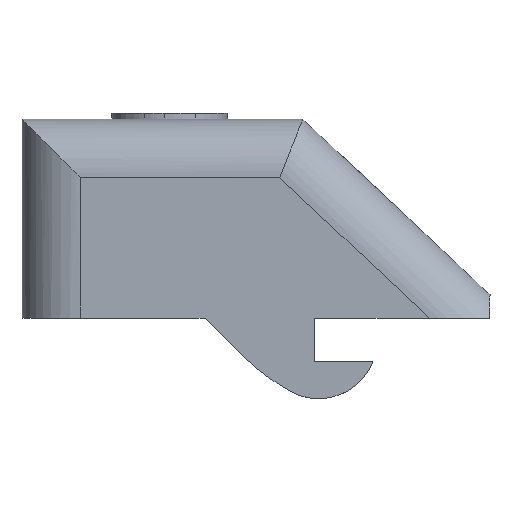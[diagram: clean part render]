
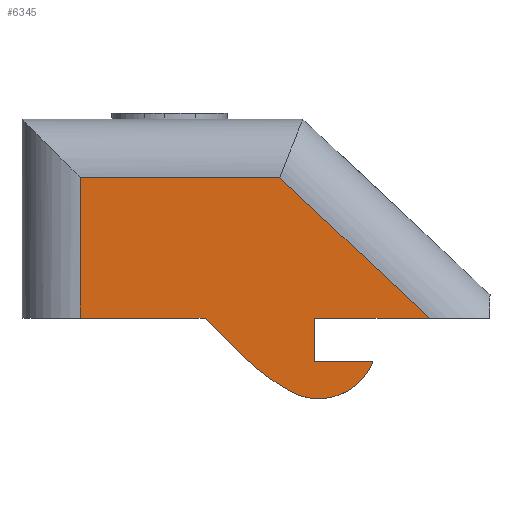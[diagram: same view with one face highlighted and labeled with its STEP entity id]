
A CAD part, left-side view. The second image highlights one B-rep face of the part: STEP entity #6345.
In plain terms, the highlighted planar face has unit normal (-1, 0, 0).
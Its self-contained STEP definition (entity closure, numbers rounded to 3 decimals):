
#6 = DIRECTION ( 'NONE',  ( 0., -0.707, -0.707 ) ) ;
#41 = CARTESIAN_POINT ( 'NONE',  ( -63., 15., -3.7 ) ) ;
#47 = EDGE_CURVE ( 'NONE', #5033, #3840, #55, .T. ) ;
#55 = LINE ( 'NONE', #3183, #287 ) ;
#230 = CIRCLE ( 'NONE', #3012, 5. ) ;
#282 = CARTESIAN_POINT ( 'NONE',  ( -63., 10., -3.7 ) ) ;
#287 = VECTOR ( 'NONE', #5614, 1000. ) ;
#409 = DIRECTION ( 'NONE',  ( 0., 0., -1. ) ) ;
#420 = CARTESIAN_POINT ( 'NONE',  ( -63., 10., -3.7 ) ) ;
#550 = CARTESIAN_POINT ( 'NONE',  ( -63., 14.663, -1.896 ) ) ;
#640 = CARTESIAN_POINT ( 'NONE',  ( -63., 40., 0. ) ) ;
#702 = DIRECTION ( 'NONE',  ( 0., -1., 0. ) ) ;
#777 = VERTEX_POINT ( 'NONE', #420 ) ;
#816 = VERTEX_POINT ( 'NONE', #41 ) ;
#921 = EDGE_CURVE ( 'NONE', #5643, #1164, #4779, .T. ) ;
#939 = CARTESIAN_POINT ( 'NONE',  ( -63., 17.161, -6.228 ) ) ;
#988 = CARTESIAN_POINT ( 'NONE',  ( -63., 14.663, -6.896 ) ) ;
#995 = VECTOR ( 'NONE', #5213, 1000. ) ;
#1155 = CARTESIAN_POINT ( 'NONE',  ( -63., 15., 0. ) ) ;
#1164 = VERTEX_POINT ( 'NONE', #3882 ) ;
#1293 = ORIENTED_EDGE ( 'NONE', *, *, #2509, .T. ) ;
#1319 = CARTESIAN_POINT ( 'NONE',  ( -63., 21.314, -3.043 ) ) ;
#1397 = DIRECTION ( 'NONE',  ( -1., 0., 0. ) ) ;
#1502 = CARTESIAN_POINT ( 'NONE',  ( -63., 24.357, 0. ) ) ;
#1504 = DIRECTION ( 'NONE',  ( 0., 0., -1. ) ) ;
#1516 = DIRECTION ( 'NONE',  ( 0., 0., -1. ) ) ;
#1536 = CARTESIAN_POINT ( 'NONE',  ( -63., 40., 0. ) ) ;
#1610 = CIRCLE ( 'NONE', #3934, 5. ) ;
#1675 = ORIENTED_EDGE ( 'NONE', *, *, #4547, .F. ) ;
#1736 = CARTESIAN_POINT ( 'NONE',  ( -63., 17.977, 12. ) ) ;
#1860 = VECTOR ( 'NONE', #6, 1000. ) ;
#1884 = CARTESIAN_POINT ( 'NONE',  ( -63., 35., 0. ) ) ;
#1920 = ORIENTED_EDGE ( 'NONE', *, *, #2751, .T. ) ;
#1928 = CARTESIAN_POINT ( 'NONE',  ( -63., 7.172, 11.099 ) ) ;
#2089 = LINE ( 'NONE', #2704, #995 ) ;
#2302 = EDGE_CURVE ( 'NONE', #777, #816, #4839, .T. ) ;
#2365 = VERTEX_POINT ( 'NONE', #988 ) ;
#2509 = EDGE_CURVE ( 'NONE', #2681, #3016, #6003, .T. ) ;
#2634 = LINE ( 'NONE', #1502, #1860 ) ;
#2677 = LINE ( 'NONE', #4022, #6105 ) ;
#2681 = VERTEX_POINT ( 'NONE', #1884 ) ;
#2704 = CARTESIAN_POINT ( 'NONE',  ( -63., 19.42, 13.352 ) ) ;
#2721 = ORIENTED_EDGE ( 'NONE', *, *, #4237, .T. ) ;
#2751 = EDGE_CURVE ( 'NONE', #5048, #3675, #5611, .T. ) ;
#2833 = ORIENTED_EDGE ( 'NONE', *, *, #47, .T. ) ;
#3012 = AXIS2_PLACEMENT_3D ( 'NONE', #550, #4554, #1504 ) ;
#3016 = VERTEX_POINT ( 'NONE', #3284 ) ;
#3183 = CARTESIAN_POINT ( 'NONE',  ( -63., 40., 12. ) ) ;
#3261 = EDGE_CURVE ( 'NONE', #3016, #5048, #2634, .T. ) ;
#3284 = CARTESIAN_POINT ( 'NONE',  ( -63., 24.357, 0. ) ) ;
#3424 = DIRECTION ( 'NONE',  ( 0., 0., -1. ) ) ;
#3515 = PLANE ( 'NONE',  #5204 ) ;
#3519 = EDGE_CURVE ( 'NONE', #1164, #5033, #2089, .T. ) ;
#3561 = VECTOR ( 'NONE', #4595, 1000. ) ;
#3675 = VERTEX_POINT ( 'NONE', #939 ) ;
#3698 = ORIENTED_EDGE ( 'NONE', *, *, #3519, .T. ) ;
#3752 = ORIENTED_EDGE ( 'NONE', *, *, #3261, .T. ) ;
#3840 = VERTEX_POINT ( 'NONE', #4960 ) ;
#3882 = CARTESIAN_POINT ( 'NONE',  ( -63., 5.177, 0. ) ) ;
#3934 = AXIS2_PLACEMENT_3D ( 'NONE', #5885, #1397, #409 ) ;
#4022 = CARTESIAN_POINT ( 'NONE',  ( -63., 35., 0. ) ) ;
#4237 = EDGE_CURVE ( 'NONE', #2365, #777, #1610, .T. ) ;
#4356 = EDGE_CURVE ( 'NONE', #3675, #2365, #230, .T. ) ;
#4458 = ORIENTED_EDGE ( 'NONE', *, *, #2302, .T. ) ;
#4515 = VECTOR ( 'NONE', #6464, 1000. ) ;
#4547 = EDGE_CURVE ( 'NONE', #5643, #816, #6233, .T. ) ;
#4554 = DIRECTION ( 'NONE',  ( -1., 0., 0. ) ) ;
#4595 = DIRECTION ( 'NONE',  ( 0., 0., -1. ) ) ;
#4683 = VECTOR ( 'NONE', #5138, 1000. ) ;
#4692 = FACE_OUTER_BOUND ( 'NONE', #5485, .T. ) ;
#4697 = CARTESIAN_POINT ( 'NONE',  ( -63., 40., 0. ) ) ;
#4779 = LINE ( 'NONE', #4697, #5938 ) ;
#4839 = LINE ( 'NONE', #282, #4515 ) ;
#4960 = CARTESIAN_POINT ( 'NONE',  ( -63., 35., 12. ) ) ;
#5033 = VERTEX_POINT ( 'NONE', #1736 ) ;
#5048 = VERTEX_POINT ( 'NONE', #1319 ) ;
#5114 = ORIENTED_EDGE ( 'NONE', *, *, #4356, .T. ) ;
#5138 = DIRECTION ( 'NONE',  ( 0., -1., 0. ) ) ;
#5204 = AXIS2_PLACEMENT_3D ( 'NONE', #1536, #5554, #1516 ) ;
#5213 = DIRECTION ( 'NONE',  ( 0., 0.73, 0.684 ) ) ;
#5318 = AXIS2_PLACEMENT_3D ( 'NONE', #1928, #6435, #3424 ) ;
#5362 = EDGE_CURVE ( 'NONE', #3840, #2681, #2677, .T. ) ;
#5387 = CARTESIAN_POINT ( 'NONE',  ( -63., 15., 0. ) ) ;
#5408 = ORIENTED_EDGE ( 'NONE', *, *, #5362, .T. ) ;
#5485 = EDGE_LOOP ( 'NONE', ( #1920, #5114, #2721, #4458, #1675, #5921, #3698, #2833, #5408, #1293, #3752 ) ) ;
#5554 = DIRECTION ( 'NONE',  ( 1., 0., 0. ) ) ;
#5611 = CIRCLE ( 'NONE', #5318, 20. ) ;
#5614 = DIRECTION ( 'NONE',  ( 0., 1., 0. ) ) ;
#5643 = VERTEX_POINT ( 'NONE', #5387 ) ;
#5885 = CARTESIAN_POINT ( 'NONE',  ( -63., 14.663, -1.896 ) ) ;
#5921 = ORIENTED_EDGE ( 'NONE', *, *, #921, .T. ) ;
#5938 = VECTOR ( 'NONE', #702, 1000. ) ;
#6003 = LINE ( 'NONE', #640, #4683 ) ;
#6049 = DIRECTION ( 'NONE',  ( 0., 0., -1. ) ) ;
#6105 = VECTOR ( 'NONE', #6049, 1000. ) ;
#6233 = LINE ( 'NONE', #1155, #3561 ) ;
#6345 = ADVANCED_FACE ( 'NONE', ( #4692 ), #3515, .F. ) ;
#6435 = DIRECTION ( 'NONE',  ( -1., 0., 0. ) ) ;
#6464 = DIRECTION ( 'NONE',  ( 0., 1., 0. ) ) ;
